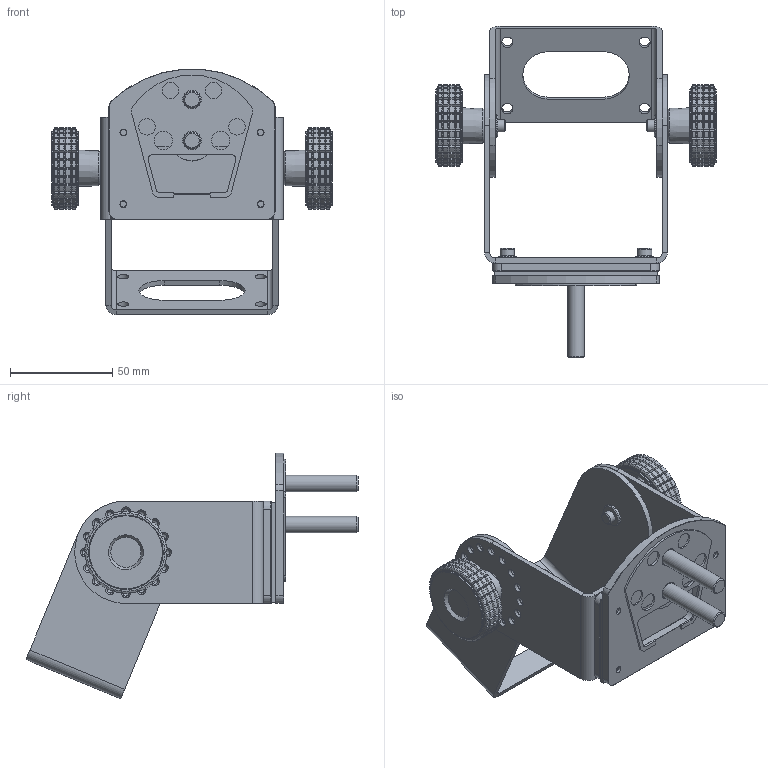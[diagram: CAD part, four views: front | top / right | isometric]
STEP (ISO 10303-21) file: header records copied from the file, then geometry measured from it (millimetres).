
FILE_DESCRIPTION (( 'STEP AP214' ), '1' );
FILE_NAME ('50020006.STEP', '2022-04-04T12:30:31', ( '' ), ( '' ), 'SwSTEP 2.0', 'SolidWorks 2020', '' );
FILE_SCHEMA (( 'AUTOMOTIVE_DESIGN' ));
Length unit declared in the file: millimetre
Products named in the file (13): 95508; 94752; 83258; 50020006; Einpressmutter S-M6-1; 95957; 95509; 93290; 82373; 93653; 82306; 95513
Assembly tree (21 placements, depth 3):
  50020006
    82373
    95957
    95509
    95508
      95508
      Einpressmutter S-M6-1  x2
    94752  x2
    83258  x4
    93653  x4
    95513
    93290  x2
    82306
Bounding box: 137 x 161.99 x 119.76 mm (x, y, z)
Volume: 126436.9 mm3; surface area: 97788.3 mm2
Topology: 22 solids, 22 shells, 1586 faces, 4065 edges, 2583 vertices
Faces by surface type: cylinder 589, cone 574, plane 361, torus 46, sphere 16
Full cylindrical faces by diameter (mm): 3.2 x16, 3.3 x4, 4 x4, 4.3 x4, 4.5 x4, 5 x2, 5.5 x8, 6 x2, 6.5 x2, 7 x4, 8 x10, 8.75 x2, 9 x8, 11.05 x2, 16 x2, 32 x2, 36 x4
Entity records: 32971 total; most frequent: CARTESIAN_POINT 5984, DIRECTION 4530, ORIENTED_EDGE 4322, EDGE_CURVE 2161, AXIS2_PLACEMENT_3D 1908, VERTEX_POINT 1442, EDGE_LOOP 1201, FACE_OUTER_BOUND 1002
